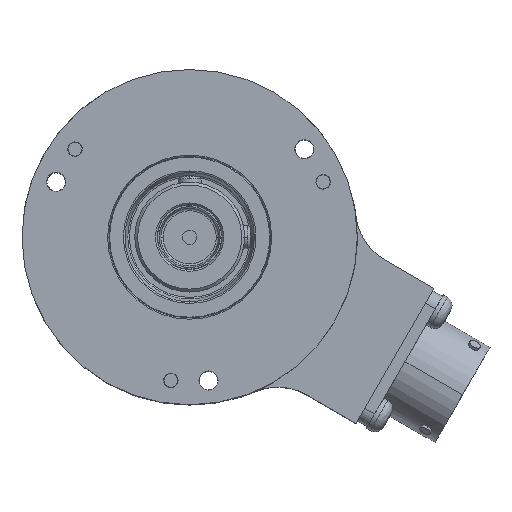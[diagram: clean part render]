
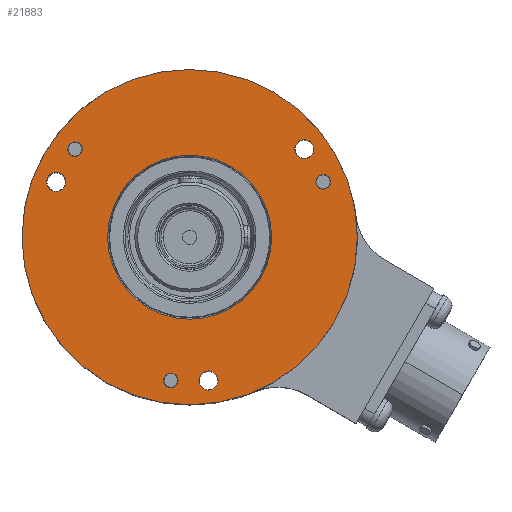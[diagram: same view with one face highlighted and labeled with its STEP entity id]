
A CAD part, top view. The second image highlights one B-rep face of the part: STEP entity #21883.
In plain terms, the highlighted planar face has unit normal (0, 0, 1).
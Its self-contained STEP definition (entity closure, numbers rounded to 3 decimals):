
#1631=CARTESIAN_POINT('',(0.,0.,18.));
#1632=DIRECTION('',(0.,0.,1.));
#1633=DIRECTION('',(1.,0.,0.));
#1634=AXIS2_PLACEMENT_3D('',#1631,#1632,#1633);
#1636=CARTESIAN_POINT('',(0.,0.,18.));
#1637=DIRECTION('',(0.,0.,1.));
#1638=DIRECTION('',(-1.,0.,0.));
#1639=AXIS2_PLACEMENT_3D('',#1636,#1637,#1638);
#1641=CARTESIAN_POINT('',(-19.834,15.219,18.));
#1642=DIRECTION('',(0.,0.,-1.));
#1643=DIRECTION('',(-0.793,0.609,0.));
#1644=AXIS2_PLACEMENT_3D('',#1641,#1642,#1643);
#1646=CARTESIAN_POINT('',(-19.834,15.219,18.));
#1647=DIRECTION('',(0.,0.,-1.));
#1648=DIRECTION('',(0.793,-0.609,0.));
#1649=AXIS2_PLACEMENT_3D('',#1646,#1647,#1648);
#1651=CARTESIAN_POINT('',(-3.263,-24.786,18.));
#1652=DIRECTION('',(0.,0.,-1.));
#1653=DIRECTION('',(-0.131,-0.991,0.));
#1654=AXIS2_PLACEMENT_3D('',#1651,#1652,#1653);
#1656=CARTESIAN_POINT('',(-3.263,-24.786,18.));
#1657=DIRECTION('',(0.,0.,-1.));
#1658=DIRECTION('',(0.131,0.991,0.));
#1659=AXIS2_PLACEMENT_3D('',#1656,#1657,#1658);
#1661=CARTESIAN_POINT('',(23.097,9.567,18.));
#1662=DIRECTION('',(0.,0.,-1.));
#1663=DIRECTION('',(0.924,0.383,0.));
#1664=AXIS2_PLACEMENT_3D('',#1661,#1662,#1663);
#1666=CARTESIAN_POINT('',(23.097,9.567,18.));
#1667=DIRECTION('',(0.,0.,-1.));
#1668=DIRECTION('',(-0.924,-0.383,0.));
#1669=AXIS2_PLACEMENT_3D('',#1666,#1667,#1668);
#1671=CARTESIAN_POINT('',(3.263,-24.786,18.));
#1672=DIRECTION('',(0.,0.,1.));
#1673=DIRECTION('',(0.,-1.,0.));
#1674=AXIS2_PLACEMENT_3D('',#1671,#1672,#1673);
#1676=CARTESIAN_POINT('',(3.263,-24.786,18.));
#1677=DIRECTION('',(0.,0.,1.));
#1678=DIRECTION('',(0.,1.,0.));
#1679=AXIS2_PLACEMENT_3D('',#1676,#1677,#1678);
#1681=CARTESIAN_POINT('',(19.834,15.219,18.));
#1682=DIRECTION('',(0.,0.,1.));
#1683=DIRECTION('',(0.,-1.,0.));
#1684=AXIS2_PLACEMENT_3D('',#1681,#1682,#1683);
#1686=CARTESIAN_POINT('',(19.834,15.219,18.));
#1687=DIRECTION('',(0.,0.,1.));
#1688=DIRECTION('',(0.,1.,0.));
#1689=AXIS2_PLACEMENT_3D('',#1686,#1687,#1688);
#1691=CARTESIAN_POINT('',(-23.097,9.567,18.));
#1692=DIRECTION('',(0.,0.,1.));
#1693=DIRECTION('',(0.,-1.,0.));
#1694=AXIS2_PLACEMENT_3D('',#1691,#1692,#1693);
#1696=CARTESIAN_POINT('',(-23.097,9.567,18.));
#1697=DIRECTION('',(0.,0.,1.));
#1698=DIRECTION('',(0.,1.,0.));
#1699=AXIS2_PLACEMENT_3D('',#1696,#1697,#1698);
#1701=CARTESIAN_POINT('',(0.,0.,18.));
#1702=DIRECTION('',(0.,0.,-1.));
#1703=DIRECTION('',(-1.,0.,0.));
#1704=AXIS2_PLACEMENT_3D('',#1701,#1702,#1703);
#1719=CARTESIAN_POINT('',(0.,0.,18.));
#1720=DIRECTION('',(0.,0.,-1.));
#1721=DIRECTION('',(1.,0.,0.));
#1722=AXIS2_PLACEMENT_3D('',#1719,#1720,#1721);
#16661=CARTESIAN_POINT('',(29.,0.,18.));
#16662=CARTESIAN_POINT('',(-29.,0.,18.));
#16663=VERTEX_POINT('',#16661);
#16664=VERTEX_POINT('',#16662);
#16745=CARTESIAN_POINT('',(-20.826,15.98,18.));
#16746=CARTESIAN_POINT('',(-18.842,14.458,18.));
#16747=VERTEX_POINT('',#16745);
#16748=VERTEX_POINT('',#16746);
#16749=CARTESIAN_POINT('',(-3.426,-26.025,18.));
#16750=CARTESIAN_POINT('',(-3.1,-23.547,18.));
#16751=VERTEX_POINT('',#16749);
#16752=VERTEX_POINT('',#16750);
#16753=CARTESIAN_POINT('',(24.252,10.045,18.));
#16754=CARTESIAN_POINT('',(21.942,9.089,18.));
#16755=VERTEX_POINT('',#16753);
#16756=VERTEX_POINT('',#16754);
#16855=CARTESIAN_POINT('',(14.188,0.,18.));
#16856=CARTESIAN_POINT('',(-14.188,0.,18.));
#16857=VERTEX_POINT('',#16855);
#16858=VERTEX_POINT('',#16856);
#17054=CARTESIAN_POINT('',(3.263,-26.436,18.));
#17055=CARTESIAN_POINT('',(3.263,-23.136,18.));
#17056=VERTEX_POINT('',#17054);
#17057=VERTEX_POINT('',#17055);
#17062=CARTESIAN_POINT('',(19.834,13.569,18.));
#17063=CARTESIAN_POINT('',(19.834,16.869,18.));
#17064=VERTEX_POINT('',#17062);
#17065=VERTEX_POINT('',#17063);
#17070=CARTESIAN_POINT('',(-23.097,7.917,18.));
#17071=CARTESIAN_POINT('',(-23.097,11.217,18.));
#17072=VERTEX_POINT('',#17070);
#17073=VERTEX_POINT('',#17071);
#21833=CARTESIAN_POINT('',(0.,0.,18.));
#21834=DIRECTION('',(0.,0.,1.));
#21835=DIRECTION('',(1.,0.,0.));
#21836=AXIS2_PLACEMENT_3D('',#21833,#21834,#21835);
#21837=PLANE('',#21836);
#21838=ORIENTED_EDGE('',*,*,#20646,.F.);
#21839=ORIENTED_EDGE('',*,*,#20600,.F.);
#21840=EDGE_LOOP('',(#21838,#21839));
#21841=FACE_OUTER_BOUND('',#21840,.F.);
#21843=ORIENTED_EDGE('',*,*,#21842,.F.);
#21845=ORIENTED_EDGE('',*,*,#21844,.F.);
#21846=EDGE_LOOP('',(#21843,#21845));
#21847=FACE_BOUND('',#21846,.F.);
#21849=ORIENTED_EDGE('',*,*,#21848,.F.);
#21851=ORIENTED_EDGE('',*,*,#21850,.F.);
#21852=EDGE_LOOP('',(#21849,#21851));
#21853=FACE_BOUND('',#21852,.F.);
#21855=ORIENTED_EDGE('',*,*,#21854,.F.);
#21857=ORIENTED_EDGE('',*,*,#21856,.F.);
#21858=EDGE_LOOP('',(#21855,#21857));
#21859=FACE_BOUND('',#21858,.F.);
#21861=ORIENTED_EDGE('',*,*,#21860,.F.);
#21863=ORIENTED_EDGE('',*,*,#21862,.F.);
#21864=EDGE_LOOP('',(#21861,#21863));
#21865=FACE_BOUND('',#21864,.F.);
#21867=ORIENTED_EDGE('',*,*,#21866,.T.);
#21869=ORIENTED_EDGE('',*,*,#21868,.T.);
#21870=EDGE_LOOP('',(#21867,#21869));
#21871=FACE_BOUND('',#21870,.F.);
#21873=ORIENTED_EDGE('',*,*,#21872,.T.);
#21875=ORIENTED_EDGE('',*,*,#21874,.T.);
#21876=EDGE_LOOP('',(#21873,#21875));
#21877=FACE_BOUND('',#21876,.F.);
#21878=ORIENTED_EDGE('',*,*,#21823,.T.);
#21880=ORIENTED_EDGE('',*,*,#21879,.T.);
#21881=EDGE_LOOP('',(#21878,#21880));
#21882=FACE_BOUND('',#21881,.F.);
#1635=CIRCLE('',#1634,29.);
#1640=CIRCLE('',#1639,29.);
#1645=CIRCLE('',#1644,1.25);
#1650=CIRCLE('',#1649,1.25);
#1655=CIRCLE('',#1654,1.25);
#1660=CIRCLE('',#1659,1.25);
#1665=CIRCLE('',#1664,1.25);
#1670=CIRCLE('',#1669,1.25);
#1675=CIRCLE('',#1674,1.65);
#1680=CIRCLE('',#1679,1.65);
#1685=CIRCLE('',#1684,1.65);
#1690=CIRCLE('',#1689,1.65);
#1695=CIRCLE('',#1694,1.65);
#1700=CIRCLE('',#1699,1.65);
#1705=CIRCLE('',#1704,14.188);
#1723=CIRCLE('',#1722,14.188);
#20600=EDGE_CURVE('',#16664,#16663,#1640,.T.);
#20646=EDGE_CURVE('',#16663,#16664,#1635,.T.);
#21823=EDGE_CURVE('',#17072,#17073,#1695,.T.);
#21842=EDGE_CURVE('',#16858,#16857,#1705,.T.);
#21844=EDGE_CURVE('',#16857,#16858,#1723,.T.);
#21848=EDGE_CURVE('',#16747,#16748,#1645,.T.);
#21850=EDGE_CURVE('',#16748,#16747,#1650,.T.);
#21854=EDGE_CURVE('',#16751,#16752,#1655,.T.);
#21856=EDGE_CURVE('',#16752,#16751,#1660,.T.);
#21860=EDGE_CURVE('',#16755,#16756,#1665,.T.);
#21862=EDGE_CURVE('',#16756,#16755,#1670,.T.);
#21866=EDGE_CURVE('',#17056,#17057,#1675,.T.);
#21868=EDGE_CURVE('',#17057,#17056,#1680,.T.);
#21872=EDGE_CURVE('',#17064,#17065,#1685,.T.);
#21874=EDGE_CURVE('',#17065,#17064,#1690,.T.);
#21879=EDGE_CURVE('',#17073,#17072,#1700,.T.);
#21883=ADVANCED_FACE('',(#21841,#21847,#21853,#21859,#21865,#21871,#21877,
#21882),#21837,.T.);
